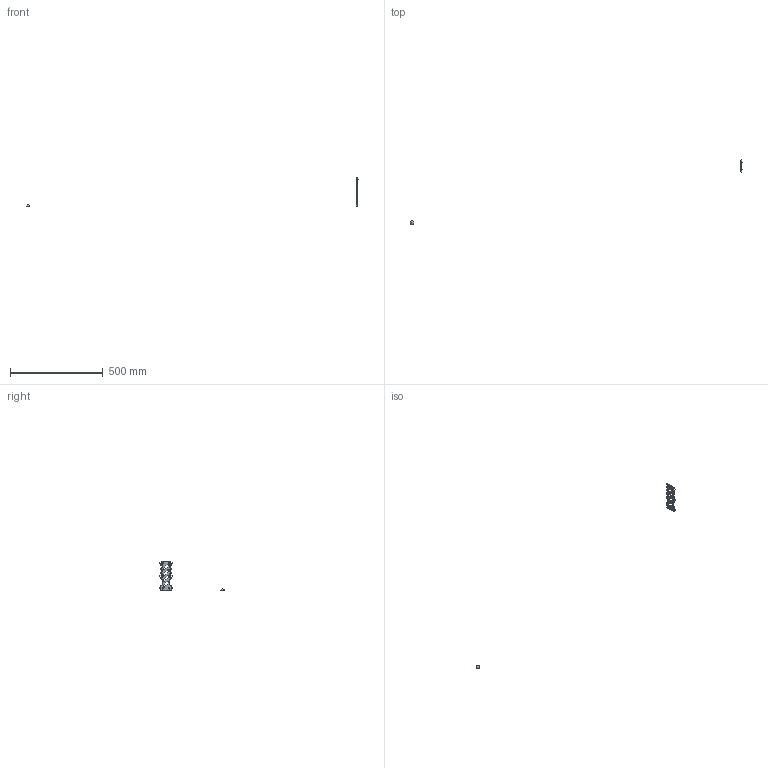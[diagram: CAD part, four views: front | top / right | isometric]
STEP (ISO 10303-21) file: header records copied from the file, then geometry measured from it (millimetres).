
FILE_DESCRIPTION(/* description */ (''),/* implementation_level */ '2;1');
FILE_NAME(/* name */ 'Battery Bay Wall V2.stp',/* time_stamp */ '2016-11-26T10:16:18-08:00',/* author */ (''),/* organization */ (''),/* preprocessor_version */ 'ST-DEVELOPER v15.2',/* originating_system */ 'Autodesk Translator Framework v2.0.0.5431',/* authorisation */ '');
FILE_SCHEMA (('AUTOMOTIVE_DESIGN { 1 0 10303 214 3 1 1 }'));
Length unit declared in the file: centimetre
Products named in the file (1): (Unsaved)
Bounding box: 1785.3 x 350.45 x 158.75 mm (x, y, z)
Volume: 27538 mm3; surface area: 17358 mm2
Topology: 2 solids, 2 shells, 96 faces, 256 edges, 169 vertices
Faces by surface type: cylinder 40, plane 31, torus 18, bspline 6, sphere 1
Full cylindrical faces by diameter (mm): 4.9 x6
Entity records: 3293 total; most frequent: CARTESIAN_POINT 859, DIRECTION 522, ORIENTED_EDGE 482, EDGE_CURVE 241, AXIS2_PLACEMENT_3D 204, VERTEX_POINT 167, EDGE_LOOP 122, LINE 114
